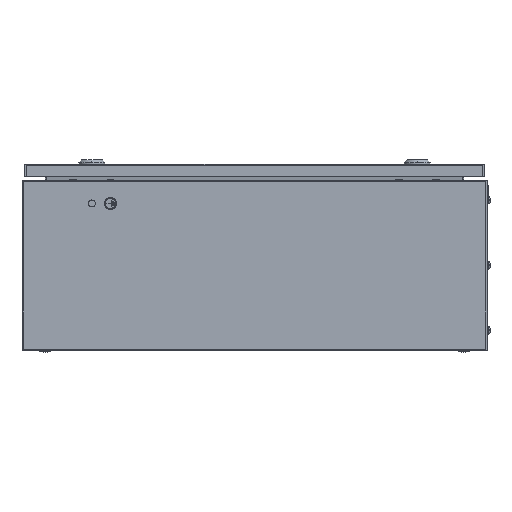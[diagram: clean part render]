
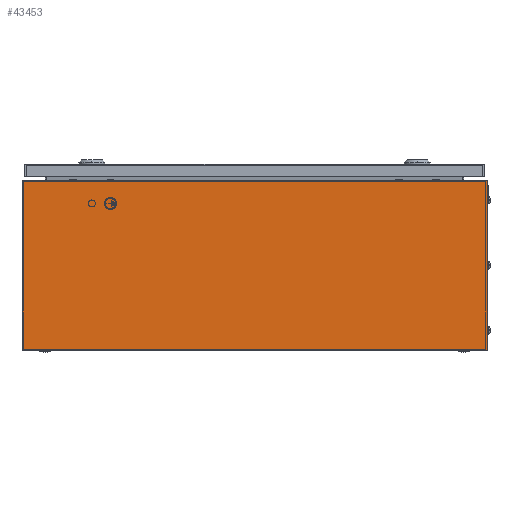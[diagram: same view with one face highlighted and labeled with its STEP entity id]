
A CAD part, left-side view. The second image highlights one B-rep face of the part: STEP entity #43453.
In plain terms, the highlighted planar face has unit normal (-1, 0, 0).
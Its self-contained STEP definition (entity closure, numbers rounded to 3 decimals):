
#1284 = DIRECTION ( 'NONE',  ( 0., 0., -1. ) ) ;
#4051 = ORIENTED_EDGE ( 'NONE', *, *, #69400, .T. ) ;
#4728 = CARTESIAN_POINT ( 'NONE',  ( 0., 500., 183. ) ) ;
#6355 = VECTOR ( 'NONE', #26958, 1000. ) ;
#8598 = ORIENTED_EDGE ( 'NONE', *, *, #50653, .F. ) ;
#9195 = CARTESIAN_POINT ( 'NONE',  ( 0., 0., 0. ) ) ;
#11815 = VECTOR ( 'NONE', #15854, 1000. ) ;
#13165 = CARTESIAN_POINT ( 'NONE',  ( 0., 0., 0. ) ) ;
#13866 = VERTEX_POINT ( 'NONE', #51773 ) ;
#15854 = DIRECTION ( 'NONE',  ( 0., 0., -1. ) ) ;
#16440 = VECTOR ( 'NONE', #57018, 1000. ) ;
#21866 = VERTEX_POINT ( 'NONE', #13165 ) ;
#22721 = VERTEX_POINT ( 'NONE', #47986 ) ;
#23489 = LINE ( 'NONE', #52148, #16440 ) ;
#26616 = ORIENTED_EDGE ( 'NONE', *, *, #63557, .T. ) ;
#26958 = DIRECTION ( 'NONE',  ( 0., 0., -1. ) ) ;
#29741 = VECTOR ( 'NONE', #31865, 1000. ) ;
#31865 = DIRECTION ( 'NONE',  ( 0., -1., 0. ) ) ;
#34305 = EDGE_LOOP ( 'NONE', ( #4051, #59680, #8598, #26616 ) ) ;
#34501 = AXIS2_PLACEMENT_3D ( 'NONE', #69600, #45878, #1284 ) ;
#40999 = PLANE ( 'NONE',  #34501 ) ;
#43024 = LINE ( 'NONE', #9195, #29741 ) ;
#43453 = ADVANCED_FACE ( 'NONE', ( #69964 ), #40999, .F. ) ;
#45878 = DIRECTION ( 'NONE',  ( 1., 0., 0. ) ) ;
#47986 = CARTESIAN_POINT ( 'NONE',  ( 0., 500., 183. ) ) ;
#50653 = EDGE_CURVE ( 'NONE', #22721, #13866, #23489, .T. ) ;
#51773 = CARTESIAN_POINT ( 'NONE',  ( 0., 0., 183. ) ) ;
#52148 = CARTESIAN_POINT ( 'NONE',  ( 0., 0., 183. ) ) ;
#55290 = LINE ( 'NONE', #73044, #11815 ) ;
#57018 = DIRECTION ( 'NONE',  ( 0., -1., 0. ) ) ;
#59680 = ORIENTED_EDGE ( 'NONE', *, *, #68393, .F. ) ;
#61919 = LINE ( 'NONE', #4728, #6355 ) ;
#63557 = EDGE_CURVE ( 'NONE', #22721, #64269, #61919, .T. ) ;
#64269 = VERTEX_POINT ( 'NONE', #67134 ) ;
#67134 = CARTESIAN_POINT ( 'NONE',  ( 0., 500., 0. ) ) ;
#68393 = EDGE_CURVE ( 'NONE', #13866, #21866, #55290, .T. ) ;
#69400 = EDGE_CURVE ( 'NONE', #64269, #21866, #43024, .T. ) ;
#69600 = CARTESIAN_POINT ( 'NONE',  ( 0., 0., 183. ) ) ;
#69964 = FACE_OUTER_BOUND ( 'NONE', #34305, .T. ) ;
#73044 = CARTESIAN_POINT ( 'NONE',  ( 0., 0., 183. ) ) ;
